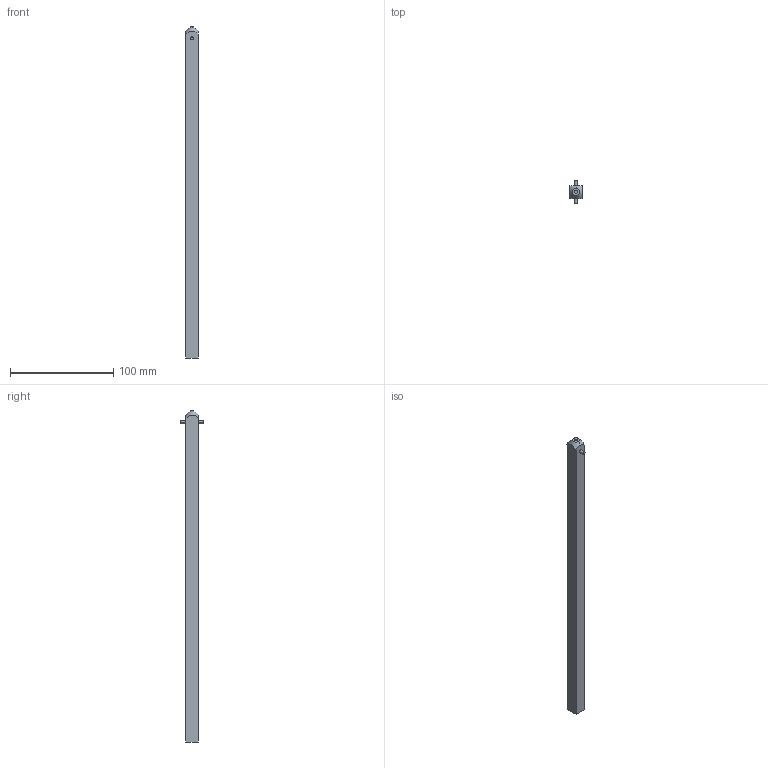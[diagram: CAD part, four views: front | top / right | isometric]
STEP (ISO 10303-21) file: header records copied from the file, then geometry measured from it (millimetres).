
FILE_DESCRIPTION((''),'2;1');
FILE_NAME('YAE_ASM','2021-09-28T',('marketing.praksa'),('Audax d.o.o.'),'CREO PARAMETRIC BY PTC INC, 2017480','CREO PARAMETRIC BY PTC INC, 2017480','');
FILE_SCHEMA(('AUTOMOTIVE_DESIGN { 1 0 10303 214 1 1 1 1 }'));
Length unit declared in the file: millimetre
Products named in the file (3): 14001232; PRT7256; YAE_ASM
Assembly tree (2 placements, depth 2):
  YAE_ASM
    14001232
    PRT7256
Bounding box: 12 x 22 x 322 mm (x, y, z)
Volume: 45937.5 mm3; surface area: 15846.1 mm2
Topology: 4 solids, 4 shells, 122 faces, 324 edges, 216 vertices
Faces by surface type: plane 66, cylinder 54, cone 2
Entity records: 6091 total; most frequent: CARTESIAN_POINT 731, DIRECTION 682, ORIENTED_EDGE 648, PRESENTATION_STYLE_ASSIGNMENT 450, STYLED_ITEM 450, CURVE_STYLE 324, EDGE_CURVE 324, AXIS2_PLACEMENT_3D 237
